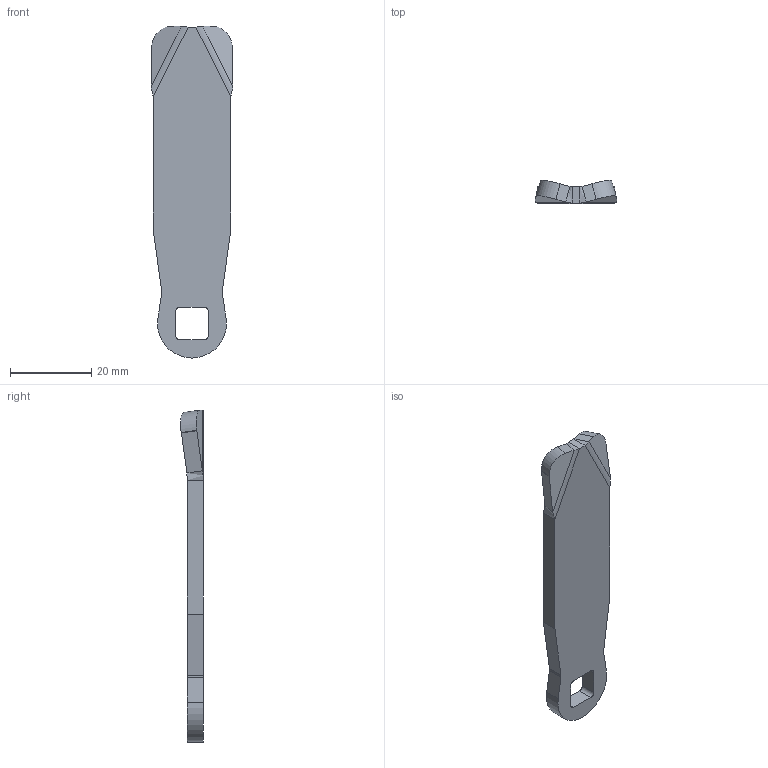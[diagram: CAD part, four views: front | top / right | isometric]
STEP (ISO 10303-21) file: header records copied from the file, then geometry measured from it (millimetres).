
FILE_DESCRIPTION (( 'STEP AP203' ), '1' );
FILE_NAME ('1010 DIL.STEP', '2022-09-19T08:33:19', ( '' ), ( '' ), 'SwSTEP 2.0', 'SolidWorks 2021', '' );
FILE_SCHEMA (( 'CONFIG_CONTROL_DESIGN' ));
Length unit declared in the file: millimetre
Products named in the file (1): 1010 DIL
Bounding box: 20.18 x 5.59 x 81.77 mm (x, y, z)
Volume: 5508.6 mm3; surface area: 3627.6 mm2
Topology: 1 solids, 1 shells, 39 faces, 95 edges, 58 vertices
Faces by surface type: plane 21, cylinder 14, bspline 4
Entity records: 1242 total; most frequent: CARTESIAN_POINT 261, ORIENTED_EDGE 190, DIRECTION 179, EDGE_CURVE 95, VECTOR 67, LINE 67, VERTEX_POINT 58, AXIS2_PLACEMENT_3D 56
